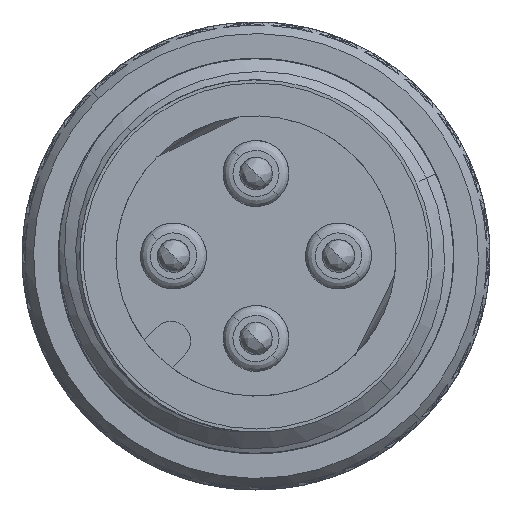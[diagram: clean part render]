
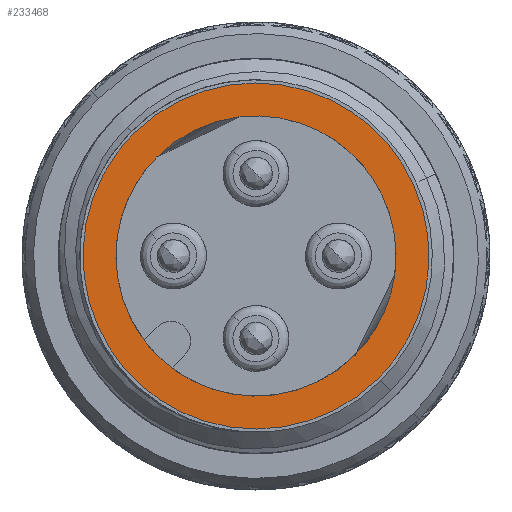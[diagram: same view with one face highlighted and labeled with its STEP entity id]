
A CAD part, left-side view. The second image highlights one B-rep face of the part: STEP entity #233468.
In plain terms, the highlighted free-form (B-spline) face has degree [1, 1] with [2, 2] control points.
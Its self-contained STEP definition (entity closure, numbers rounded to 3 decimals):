
#229836=CARTESIAN_POINT('',(-18.5,3.005,3.005));
#229837=VERTEX_POINT('',#229836);
#229838=CARTESIAN_POINT('',(-18.5,-3.005,-3.005));
#229839=VERTEX_POINT('',#229838);
#229840=CARTESIAN_POINT('',(-18.5,3.005,3.005));
#229841=CARTESIAN_POINT('',(-18.5,0.,6.01));
#229842=CARTESIAN_POINT('',(-18.5,-3.005,3.005));
#229843=CARTESIAN_POINT('',(-18.5,-6.01,0.));
#229844=CARTESIAN_POINT('',(-18.5,-3.005,-3.005));
#229845=(BOUNDED_CURVE()B_SPLINE_CURVE(2,(#229840,#229841,#229842,#229843,#229844),.CIRCULAR_ARC.,.F.,.U.)B_SPLINE_CURVE_WITH_KNOTS((3,2,3),(0.,0.5,1.),.UNSPECIFIED.)CURVE()GEOMETRIC_REPRESENTATION_ITEM()RATIONAL_B_SPLINE_CURVE((1.,0.707,1.,0.707,1.))REPRESENTATION_ITEM(''));
#229846=EDGE_CURVE('',#229837,#229839,#229845,.T.);
#233424=CARTESIAN_POINT('',(-18.5,-3.005,-3.005));
#233425=CARTESIAN_POINT('',(-18.5,0.,-6.01));
#233426=CARTESIAN_POINT('',(-18.5,3.005,-3.005));
#233427=CARTESIAN_POINT('',(-18.5,6.01,0.));
#233428=CARTESIAN_POINT('',(-18.5,3.005,3.005));
#233429=(BOUNDED_CURVE()B_SPLINE_CURVE(2,(#233424,#233425,#233426,#233427,#233428),.CIRCULAR_ARC.,.F.,.U.)B_SPLINE_CURVE_WITH_KNOTS((3,2,3),(0.,0.5,1.),.UNSPECIFIED.)CURVE()GEOMETRIC_REPRESENTATION_ITEM()RATIONAL_B_SPLINE_CURVE((1.,0.707,1.,0.707,1.))REPRESENTATION_ITEM(''));
#233430=EDGE_CURVE('',#229839,#229837,#233429,.T.);
#233437=CARTESIAN_POINT('',(-18.5,-21.,0.));
#233438=CARTESIAN_POINT('',(-18.5,0.,-21.));
#233439=CARTESIAN_POINT('',(-18.5,0.,21.));
#233440=CARTESIAN_POINT('',(-18.5,21.,0.));
#233441=B_SPLINE_SURFACE_WITH_KNOTS('',1,1,((#233437,#233438),(#233439,#233440)),.PLANE_SURF.,.F.,.F.,.U.,(2,2),(2,2),(0.,1.),(0.,1.),.UNSPECIFIED.);
#233442=CARTESIAN_POINT('',(-18.5,3.712,3.712));
#233443=VERTEX_POINT('',#233442);
#233444=CARTESIAN_POINT('',(-18.5,-3.712,-3.712));
#233445=VERTEX_POINT('',#233444);
#233446=CARTESIAN_POINT('',(-18.5,3.712,3.712));
#233447=CARTESIAN_POINT('',(-18.5,0.,7.425));
#233448=CARTESIAN_POINT('',(-18.5,-3.712,3.712));
#233449=CARTESIAN_POINT('',(-18.5,-7.425,0.));
#233450=CARTESIAN_POINT('',(-18.5,-3.712,-3.712));
#233451=(BOUNDED_CURVE()B_SPLINE_CURVE(2,(#233446,#233447,#233448,#233449,#233450),.CIRCULAR_ARC.,.F.,.U.)B_SPLINE_CURVE_WITH_KNOTS((3,2,3),(0.,0.5,1.),.UNSPECIFIED.)CURVE()GEOMETRIC_REPRESENTATION_ITEM()RATIONAL_B_SPLINE_CURVE((1.,0.707,1.,0.707,1.))REPRESENTATION_ITEM(''));
#233452=EDGE_CURVE('',#233443,#233445,#233451,.T.);
#233453=ORIENTED_EDGE('',*,*,#233452,.F.);
#233454=CARTESIAN_POINT('',(-18.5,-3.712,-3.712));
#233455=CARTESIAN_POINT('',(-18.5,0.,-7.425));
#233456=CARTESIAN_POINT('',(-18.5,3.712,-3.712));
#233457=CARTESIAN_POINT('',(-18.5,7.425,0.));
#233458=CARTESIAN_POINT('',(-18.5,3.712,3.712));
#233459=(BOUNDED_CURVE()B_SPLINE_CURVE(2,(#233454,#233455,#233456,#233457,#233458),.CIRCULAR_ARC.,.F.,.U.)B_SPLINE_CURVE_WITH_KNOTS((3,2,3),(0.,0.5,1.),.UNSPECIFIED.)CURVE()GEOMETRIC_REPRESENTATION_ITEM()RATIONAL_B_SPLINE_CURVE((1.,0.707,1.,0.707,1.))REPRESENTATION_ITEM(''));
#233460=EDGE_CURVE('',#233445,#233443,#233459,.T.);
#233461=ORIENTED_EDGE('',*,*,#233460,.F.);
#233462=EDGE_LOOP('',(#233453,#233461));
#233463=FACE_OUTER_BOUND('',#233462,.T.);
#233464=ORIENTED_EDGE('',*,*,#229846,.T.);
#233465=ORIENTED_EDGE('',*,*,#233430,.T.);
#233466=EDGE_LOOP('',(#233464,#233465));
#233467=FACE_BOUND('',#233466,.T.);
#233468=ADVANCED_FACE('',(#233463,#233467),#233441,.T.);
